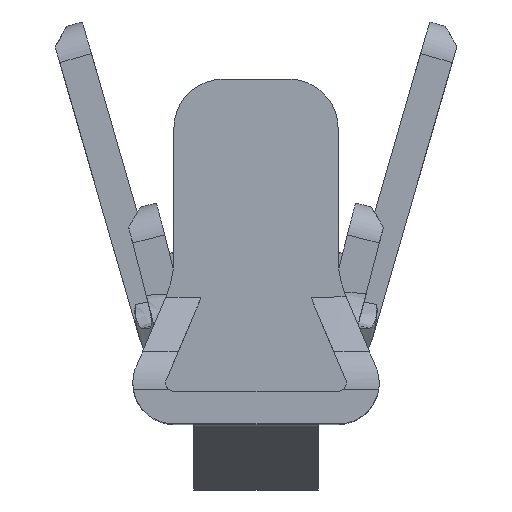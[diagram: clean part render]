
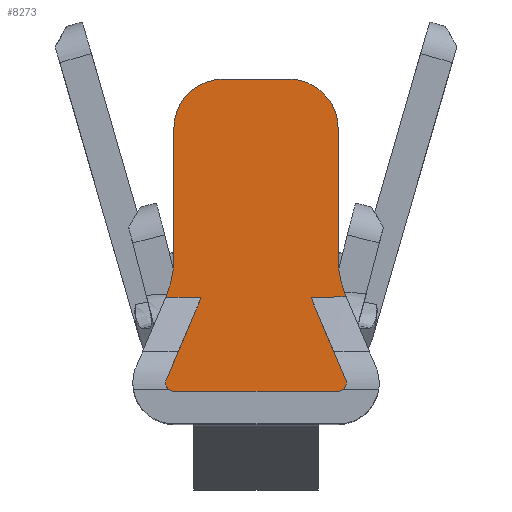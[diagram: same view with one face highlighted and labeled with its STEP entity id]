
A CAD part, top view. The second image highlights one B-rep face of the part: STEP entity #8273.
In plain terms, the highlighted planar face has unit normal (0, 0, 1).
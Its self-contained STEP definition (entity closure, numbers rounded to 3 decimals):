
#470=CARTESIAN_POINT('',(-0.55,0.772,4.91));
#471=VERTEX_POINT('',#470);
#634=CARTESIAN_POINT('',(-0.5,1.012,4.91));
#635=VERTEX_POINT('',#634);
#642=CARTESIAN_POINT('',(-0.5,1.8,4.91));
#643=VERTEX_POINT('',#642);
#644=CARTESIAN_POINT('',(-0.5,1.012,4.91));
#645=DIRECTION('',(0.,1.,0.));
#646=VECTOR('',#645,0.788);
#647=LINE('',#644,#646);
#648=EDGE_CURVE('',#635,#643,#647,.T.);
#666=CARTESIAN_POINT('',(-0.2,2.1,4.91));
#667=VERTEX_POINT('',#666);
#668=CARTESIAN_POINT('',(-0.2,1.8,4.91));
#669=DIRECTION('',(0.,1.,0.));
#670=DIRECTION('',(0.,0.,1.));
#671=AXIS2_PLACEMENT_3D('',#668,#670,#669);
#672=CIRCLE('',#671,0.3);
#673=EDGE_CURVE('',#667,#643,#672,.T.);
#804=CARTESIAN_POINT('',(-0.337,0.77,4.91));
#805=VERTEX_POINT('',#804);
#806=CARTESIAN_POINT('',(-0.337,0.77,4.91));
#807=DIRECTION('',(-1.,0.,0.));
#808=VECTOR('',#807,0.213);
#809=LINE('',#806,#808);
#810=EDGE_CURVE('',#805,#471,#809,.T.);
#854=CARTESIAN_POINT('',(0.337,0.77,4.91));
#855=VERTEX_POINT('',#854);
#864=CARTESIAN_POINT('',(0.548,0.776,4.91));
#865=VERTEX_POINT('',#864);
#866=CARTESIAN_POINT('',(0.551,0.77,4.91));
#867=DIRECTION('',(-1.,0.,0.));
#868=VECTOR('',#867,0.213);
#869=LINE('',#866,#868);
#870=EDGE_CURVE('',#865,#855,#869,.T.);
#2273=CARTESIAN_POINT('',(0.5,1.8,4.91));
#2274=VERTEX_POINT('',#2273);
#2281=CARTESIAN_POINT('',(0.5,1.012,4.91));
#2282=VERTEX_POINT('',#2281);
#2283=CARTESIAN_POINT('',(0.5,1.8,4.91));
#2284=DIRECTION('',(0.,-1.,0.));
#2285=VECTOR('',#2284,0.788);
#2286=LINE('',#2283,#2285);
#2287=EDGE_CURVE('',#2274,#2282,#2286,.T.);
#2303=CARTESIAN_POINT('',(0.5,1.012,4.91));
#2304=CARTESIAN_POINT('',(0.5,0.985,4.91));
#2305=CARTESIAN_POINT('',(0.504,0.932,4.91));
#2306=CARTESIAN_POINT('',(0.52,0.853,4.91));
#2307=CARTESIAN_POINT('',(0.537,0.802,4.91));
#2308=CARTESIAN_POINT('',(0.548,0.777,4.91));
#2309=B_SPLINE_CURVE_WITH_KNOTS('',3,(#2303,#2304,#2305,#2306,#2307,#2308),.UNSPECIFIED.,.F.,.U.,(4,1,1,4),(0.,0.333,0.667,1.),.UNSPECIFIED.);
#2310=EDGE_CURVE('',#2282,#865,#2309,.T.);
#2324=CARTESIAN_POINT('',(0.2,2.1,4.91));
#2325=VERTEX_POINT('',#2324);
#2332=CARTESIAN_POINT('',(0.2,2.1,4.91));
#2333=CARTESIAN_POINT('',(0.222,2.1,4.91));
#2334=CARTESIAN_POINT('',(0.267,2.095,4.91));
#2335=CARTESIAN_POINT('',(0.331,2.073,4.91));
#2336=CARTESIAN_POINT('',(0.389,2.037,4.91));
#2337=CARTESIAN_POINT('',(0.437,1.989,4.91));
#2338=CARTESIAN_POINT('',(0.473,1.931,4.91));
#2339=CARTESIAN_POINT('',(0.495,1.867,4.91));
#2340=CARTESIAN_POINT('',(0.5,1.822,4.91));
#2341=CARTESIAN_POINT('',(0.5,1.8,4.91));
#2342=B_SPLINE_CURVE_WITH_KNOTS('',3,(#2332,#2333,#2334,#2335,#2336,#2337,#2338,#2339,#2340,#2341),.UNSPECIFIED.,.F.,.U.,(4,1,1,1,1,1,1,4),(0.,0.143,0.286,0.429,0.571,0.714,0.857,1.),.UNSPECIFIED.);
#2343=EDGE_CURVE('',#2325,#2274,#2342,.T.);
#2354=CARTESIAN_POINT('',(0.2,2.1,4.91));
#2355=DIRECTION('',(-1.,0.,0.));
#2356=VECTOR('',#2355,0.4);
#2357=LINE('',#2354,#2356);
#2358=EDGE_CURVE('',#2325,#667,#2357,.T.);
#3063=CARTESIAN_POINT('',(-0.548,0.777,4.91));
#3064=CARTESIAN_POINT('',(-0.537,0.802,4.91));
#3065=CARTESIAN_POINT('',(-0.52,0.853,4.91));
#3066=CARTESIAN_POINT('',(-0.504,0.932,4.91));
#3067=CARTESIAN_POINT('',(-0.5,0.985,4.91));
#3068=CARTESIAN_POINT('',(-0.5,1.012,4.91));
#3069=B_SPLINE_CURVE_WITH_KNOTS('',3,(#3063,#3064,#3065,#3066,#3067,#3068),.UNSPECIFIED.,.F.,.U.,(4,1,1,4),(0.,0.333,0.667,1.),.UNSPECIFIED.);
#3070=EDGE_CURVE('',#471,#635,#3069,.T.);
#7917=CARTESIAN_POINT('',(-0.546,0.27,4.91));
#7918=VERTEX_POINT('',#7917);
#7925=CARTESIAN_POINT('',(-0.364,0.699,4.91));
#7926=VERTEX_POINT('',#7925);
#7927=CARTESIAN_POINT('',(-0.364,0.699,4.91));
#7928=DIRECTION('',(-0.391,-0.921,0.));
#7929=VECTOR('',#7928,0.467);
#7930=LINE('',#7927,#7929);
#7931=EDGE_CURVE('',#7926,#7918,#7930,.T.);
#7948=CARTESIAN_POINT('',(-1.1,1.012,4.91));
#7949=DIRECTION('',(0.953,-0.302,0.));
#7950=DIRECTION('',(0.,0.,-1.));
#7951=AXIS2_PLACEMENT_3D('',#7948,#7950,#7949);
#7952=CIRCLE('',#7951,0.8);
#7953=EDGE_CURVE('',#805,#7926,#7952,.T.);
#7985=CARTESIAN_POINT('',(-0.5,0.2,4.91));
#7986=VERTEX_POINT('',#7985);
#7993=CARTESIAN_POINT('',(-0.5,0.25,4.91));
#7994=DIRECTION('',(-0.921,0.391,0.));
#7995=DIRECTION('',(0.,0.,1.));
#7996=AXIS2_PLACEMENT_3D('',#7993,#7995,#7994);
#7997=CIRCLE('',#7996,0.05);
#7998=EDGE_CURVE('',#7918,#7986,#7997,.T.);
#8066=CARTESIAN_POINT('',(0.5,0.2,4.91));
#8067=VERTEX_POINT('',#8066);
#8074=CARTESIAN_POINT('',(-0.5,0.2,4.91));
#8075=DIRECTION('',(1.,0.,0.));
#8076=VECTOR('',#8075,1.);
#8077=LINE('',#8074,#8076);
#8078=EDGE_CURVE('',#7986,#8067,#8077,.T.);
#8127=CARTESIAN_POINT('',(0.364,0.699,4.91));
#8128=VERTEX_POINT('',#8127);
#8135=CARTESIAN_POINT('',(0.546,0.27,4.91));
#8136=VERTEX_POINT('',#8135);
#8137=CARTESIAN_POINT('',(0.546,0.27,4.91));
#8138=DIRECTION('',(-0.391,0.921,0.));
#8139=VECTOR('',#8138,0.467);
#8140=LINE('',#8137,#8139);
#8141=EDGE_CURVE('',#8136,#8128,#8140,.T.);
#8159=CARTESIAN_POINT('',(1.1,1.012,4.91));
#8160=DIRECTION('',(-0.921,-0.391,0.));
#8161=DIRECTION('',(0.,0.,-1.));
#8162=AXIS2_PLACEMENT_3D('',#8159,#8161,#8160);
#8163=CIRCLE('',#8162,0.8);
#8164=EDGE_CURVE('',#8128,#855,#8163,.T.);
#8196=CARTESIAN_POINT('',(0.5,0.25,4.91));
#8197=DIRECTION('',(0.,-1.,0.));
#8198=DIRECTION('',(0.,0.,1.));
#8199=AXIS2_PLACEMENT_3D('',#8196,#8198,#8197);
#8200=CIRCLE('',#8199,0.05);
#8201=EDGE_CURVE('',#8067,#8136,#8200,.T.);
#8250=CARTESIAN_POINT('',(0.299,1.05,4.91));
#8251=DIRECTION('',(1.,0.,0.));
#8252=DIRECTION('',(0.,-0.,1.));
#8253=AXIS2_PLACEMENT_3D('',#8250,#8252,#8251);
#8254=PLANE('',#8253);
#8255=ORIENTED_EDGE('',*,*,#673,.T.);
#8256=ORIENTED_EDGE('',*,*,#648,.F.);
#8257=ORIENTED_EDGE('',*,*,#3070,.F.);
#8258=ORIENTED_EDGE('',*,*,#810,.F.);
#8259=ORIENTED_EDGE('',*,*,#7953,.T.);
#8260=ORIENTED_EDGE('',*,*,#7931,.T.);
#8261=ORIENTED_EDGE('',*,*,#7998,.T.);
#8262=ORIENTED_EDGE('',*,*,#8078,.T.);
#8263=ORIENTED_EDGE('',*,*,#8201,.T.);
#8264=ORIENTED_EDGE('',*,*,#8141,.T.);
#8265=ORIENTED_EDGE('',*,*,#8164,.T.);
#8266=ORIENTED_EDGE('',*,*,#870,.F.);
#8267=ORIENTED_EDGE('',*,*,#2310,.F.);
#8268=ORIENTED_EDGE('',*,*,#2287,.F.);
#8269=ORIENTED_EDGE('',*,*,#2343,.F.);
#8270=ORIENTED_EDGE('',*,*,#2358,.T.);
#8271=EDGE_LOOP('',(#8255,#8256,#8257,#8258,#8259,#8260,#8261,#8262,#8263,#8264,#8265,#8266,#8267,#8268,#8269,#8270));
#8272=FACE_OUTER_BOUND('',#8271,.T.);
#8273=ADVANCED_FACE('',(#8272),#8254,.T.);
